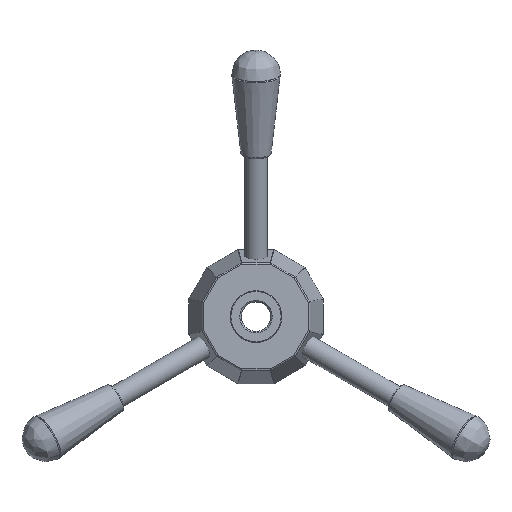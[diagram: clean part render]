
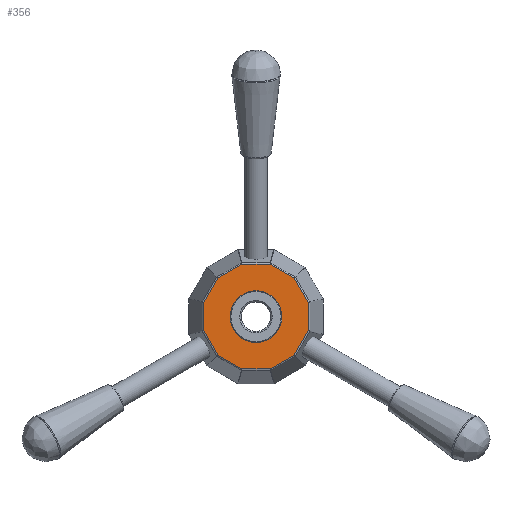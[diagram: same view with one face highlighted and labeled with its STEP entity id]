
A CAD part, top view. The second image highlights one B-rep face of the part: STEP entity #356.
In plain terms, the highlighted planar face has unit normal (0, 0, 1).
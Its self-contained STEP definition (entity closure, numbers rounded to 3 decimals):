
#356 = ADVANCED_FACE( '', ( #823, #824 ), #825, .F. );
#823 = FACE_OUTER_BOUND( '', #1878, .T. );
#824 = FACE_BOUND( '', #1879, .T. );
#825 = PLANE( '', #1880 );
#1878 = EDGE_LOOP( '', ( #3248, #3249, #3250, #3251, #3252, #3253, #3254, #3255, #3256, #3257, #3258, #3259 ) );
#1879 = EDGE_LOOP( '', ( #3260 ) );
#1880 = AXIS2_PLACEMENT_3D( '', #3261, #3262, #3263 );
#3248 = ORIENTED_EDGE( '', *, *, #3785, .T. );
#3249 = ORIENTED_EDGE( '', *, *, #3873, .T. );
#3250 = ORIENTED_EDGE( '', *, *, #3973, .T. );
#3251 = ORIENTED_EDGE( '', *, *, #3790, .T. );
#3252 = ORIENTED_EDGE( '', *, *, #3918, .T. );
#3253 = ORIENTED_EDGE( '', *, *, #3956, .T. );
#3254 = ORIENTED_EDGE( '', *, *, #3974, .T. );
#3255 = ORIENTED_EDGE( '', *, *, #3975, .T. );
#3256 = ORIENTED_EDGE( '', *, *, #3976, .T. );
#3257 = ORIENTED_EDGE( '', *, *, #3891, .T. );
#3258 = ORIENTED_EDGE( '', *, *, #3977, .T. );
#3259 = ORIENTED_EDGE( '', *, *, #3978, .T. );
#3260 = ORIENTED_EDGE( '', *, *, #3954, .T. );
#3261 = CARTESIAN_POINT( '', ( 47.25, 0., 37.5 ) );
#3262 = DIRECTION( '', ( 0., 0., -1. ) );
#3263 = DIRECTION( '', ( -1., 0., 0. ) );
#3785 = EDGE_CURVE( '', #4252, #4253, #4254, .F. );
#3790 = EDGE_CURVE( '', #4261, #4262, #4263, .F. );
#3873 = EDGE_CURVE( '', #4253, #4146, #4387, .F. );
#3891 = EDGE_CURVE( '', #4405, #4411, #4412, .F. );
#3918 = EDGE_CURVE( '', #4262, #4444, #4445, .T. );
#3954 = EDGE_CURVE( '', #4488, #4488, #4489, .T. );
#3956 = EDGE_CURVE( '', #4444, #4440, #4491, .F. );
#3973 = EDGE_CURVE( '', #4146, #4261, #4512, .T. );
#3974 = EDGE_CURVE( '', #4440, #4507, #4513, .F. );
#3975 = EDGE_CURVE( '', #4507, #4514, #4515, .F. );
#3976 = EDGE_CURVE( '', #4514, #4405, #4516, .F. );
#3977 = EDGE_CURVE( '', #4411, #4464, #4517, .F. );
#3978 = EDGE_CURVE( '', #4464, #4252, #4518, .F. );
#4146 = VERTEX_POINT( '', #4726 );
#4252 = VERTEX_POINT( '', #4857 );
#4253 = VERTEX_POINT( '', #4858 );
#4254 = LINE( '', #4859, #4860 );
#4261 = VERTEX_POINT( '', #4868 );
#4262 = VERTEX_POINT( '', #4869 );
#4263 = LINE( '', #4870, #4871 );
#4387 = LINE( '', #5027, #5028 );
#4405 = VERTEX_POINT( '', #5053 );
#4411 = VERTEX_POINT( '', #5059 );
#4412 = LINE( '', #5060, #5061 );
#4440 = VERTEX_POINT( '', #5102 );
#4444 = VERTEX_POINT( '', #5106 );
#4445 = LINE( '', #5107, #5108 );
#4464 = VERTEX_POINT( '', #5132 );
#4488 = VERTEX_POINT( '', #5160 );
#4489 = CIRCLE( '', #5161, 17. );
#4491 = LINE( '', #5163, #5164 );
#4507 = VERTEX_POINT( '', #5183 );
#4512 = LINE( '', #5188, #5189 );
#4513 = LINE( '', #5190, #5191 );
#4514 = VERTEX_POINT( '', #5192 );
#4515 = LINE( '', #5193, #5194 );
#4516 = LINE( '', #5195, #5196 );
#4517 = LINE( '', #5197, #5198 );
#4518 = LINE( '', #5199, #5200 );
#4726 = CARTESIAN_POINT( '', ( -9.201, -34.339, 37.5 ) );
#4857 = CARTESIAN_POINT( '', ( -34.339, -9.201, 37.5 ) );
#4858 = CARTESIAN_POINT( '', ( -25.138, -25.138, 37.5 ) );
#4859 = CARTESIAN_POINT( '', ( -25.041, -25.306, 37.5 ) );
#4860 = VECTOR( '', #5471, 1000. );
#4868 = CARTESIAN_POINT( '', ( 9.201, -34.339, 37.5 ) );
#4869 = CARTESIAN_POINT( '', ( 25.138, -25.138, 37.5 ) );
#4870 = CARTESIAN_POINT( '', ( 25.306, -25.041, 37.5 ) );
#4871 = VECTOR( '', #5479, 1000. );
#5027 = CARTESIAN_POINT( '', ( -9.033, -34.436, 37.5 ) );
#5028 = VECTOR( '', #5585, 1000. );
#5053 = CARTESIAN_POINT( '', ( -9.201, 34.339, 37.5 ) );
#5059 = CARTESIAN_POINT( '', ( -25.138, 25.138, 37.5 ) );
#5060 = CARTESIAN_POINT( '', ( -25.306, 25.041, 37.5 ) );
#5061 = VECTOR( '', #5608, 1000. );
#5102 = CARTESIAN_POINT( '', ( 34.339, 9.201, 37.5 ) );
#5106 = CARTESIAN_POINT( '', ( 34.339, -9.201, 37.5 ) );
#5107 = CARTESIAN_POINT( '', ( 41.551, 3.29, 37.5 ) );
#5108 = VECTOR( '', #5635, 1000. );
#5132 = CARTESIAN_POINT( '', ( -34.339, 9.201, 37.5 ) );
#5160 = CARTESIAN_POINT( '', ( -17., 0., 37.5 ) );
#5161 = AXIS2_PLACEMENT_3D( '', #5673, #5674, #5675 );
#5163 = CARTESIAN_POINT( '', ( 34.339, 9.396, 37.5 ) );
#5164 = VECTOR( '', #5676, 1000. );
#5183 = CARTESIAN_POINT( '', ( 25.138, 25.138, 37.5 ) );
#5188 = CARTESIAN_POINT( '', ( 47.25, -34.339, 37.5 ) );
#5189 = VECTOR( '', #5698, 1000. );
#5190 = CARTESIAN_POINT( '', ( 25.041, 25.306, 37.5 ) );
#5191 = VECTOR( '', #5699, 1000. );
#5192 = CARTESIAN_POINT( '', ( 9.201, 34.339, 37.5 ) );
#5193 = CARTESIAN_POINT( '', ( 9.033, 34.436, 37.5 ) );
#5194 = VECTOR( '', #5700, 1000. );
#5195 = CARTESIAN_POINT( '', ( -9.396, 34.339, 37.5 ) );
#5196 = VECTOR( '', #5701, 1000. );
#5197 = CARTESIAN_POINT( '', ( -34.436, 9.033, 37.5 ) );
#5198 = VECTOR( '', #5702, 1000. );
#5199 = CARTESIAN_POINT( '', ( -34.339, -9.396, 37.5 ) );
#5200 = VECTOR( '', #5703, 1000. );
#5471 = DIRECTION( '', ( -0.5, 0.866, 0. ) );
#5479 = DIRECTION( '', ( -0.866, -0.5, 0. ) );
#5585 = DIRECTION( '', ( -0.866, 0.5, 0. ) );
#5608 = DIRECTION( '', ( 0.866, 0.5, 0. ) );
#5635 = DIRECTION( '', ( 0.5, 0.866, 0. ) );
#5673 = CARTESIAN_POINT( '', ( 0., 0., 37.5 ) );
#5674 = DIRECTION( '', ( 0., 0., -1. ) );
#5675 = DIRECTION( '', ( -1., 0., 0. ) );
#5676 = DIRECTION( '', ( 0., -1., 0. ) );
#5698 = DIRECTION( '', ( 1., 0., 0. ) );
#5699 = DIRECTION( '', ( 0.5, -0.866, 0. ) );
#5700 = DIRECTION( '', ( 0.866, -0.5, 0. ) );
#5701 = DIRECTION( '', ( 1., 0., 0. ) );
#5702 = DIRECTION( '', ( 0.5, 0.866, 0. ) );
#5703 = DIRECTION( '', ( 0., 1., 0. ) );
